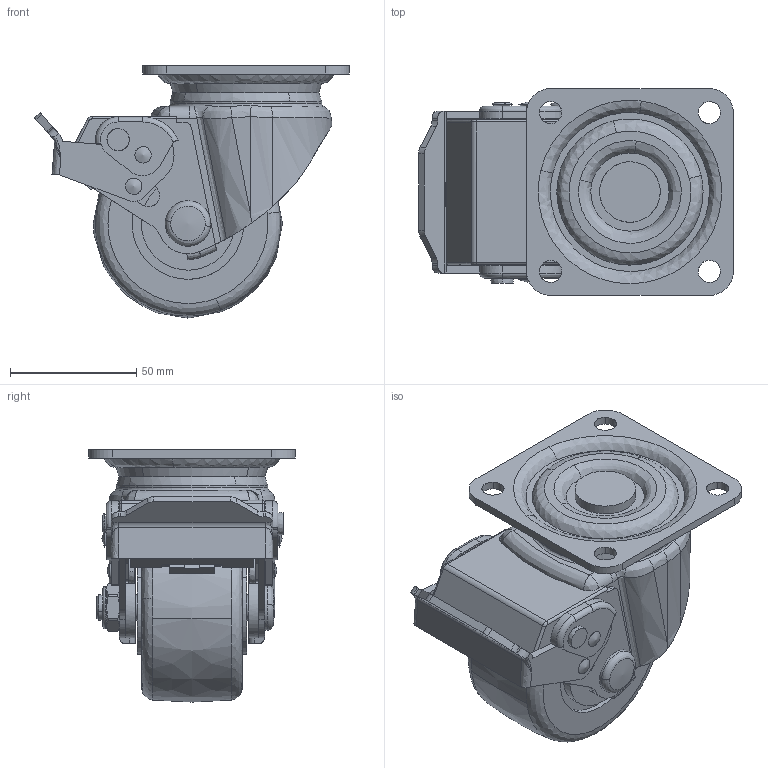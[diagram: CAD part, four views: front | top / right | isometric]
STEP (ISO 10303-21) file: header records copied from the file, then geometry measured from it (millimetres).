
FILE_DESCRIPTION((''),'2;1');
FILE_NAME('','2006-01-18T13:47:27',(''),(''),'','CADfix','');
FILE_SCHEMA(('AUTOMOTIVE_DESIGN'));
Length unit declared in the file: millimetre
Products named in the file (7): lever; main shaft; wheel; mounting plate; body; axle; No_545S_NRB75_13949_36
Assembly tree (6 placements, depth 2):
  No_545S_NRB75_13949_36
    lever
    main shaft
    wheel
    mounting plate
    body
    axle
Bounding box: 124.79 x 82 x 100 mm (x, y, z)
Volume: 304102.9 mm3; surface area: 92538.6 mm2
Topology: 6 solids, 6 shells, 489 faces, 1622 edges, 1163 vertices
Faces by surface type: bspline 489
Entity records: 26036 total; most frequent: CARTESIAN_POINT 16420, ORIENTED_EDGE 3240, EDGE_CURVE 1620, VERTEX_POINT 1163, B_SPLINE_CURVE_WITH_KNOTS 1021, QUASI_UNIFORM_CURVE 597, EDGE_LOOP 553, FACE_OUTER_BOUND 489
